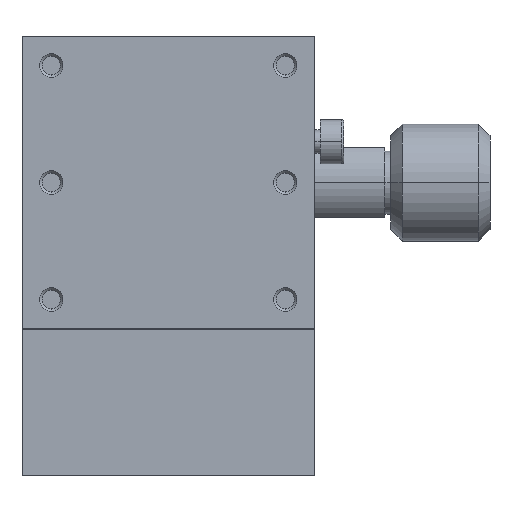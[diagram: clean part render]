
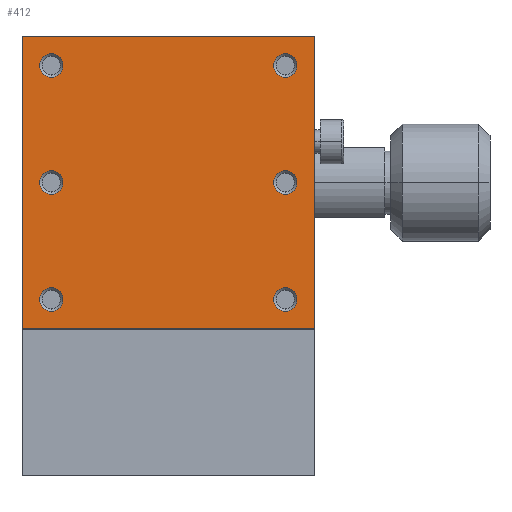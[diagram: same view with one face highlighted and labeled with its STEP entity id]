
A CAD part, top view. The second image highlights one B-rep face of the part: STEP entity #412.
In plain terms, the highlighted planar face has unit normal (0, 0, 1).
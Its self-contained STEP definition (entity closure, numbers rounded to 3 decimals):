
#412 = ADVANCED_FACE( '', ( #844, #845, #846, #847, #848, #849, #850 ), #851, .T. );
#844 = FACE_BOUND( '', #1285, .T. );
#845 = FACE_BOUND( '', #1286, .T. );
#846 = FACE_BOUND( '', #1287, .T. );
#847 = FACE_BOUND( '', #1288, .T. );
#848 = FACE_BOUND( '', #1289, .T. );
#849 = FACE_BOUND( '', #1290, .T. );
#850 = FACE_OUTER_BOUND( '', #1291, .T. );
#851 = PLANE( '', #1292 );
#1285 = EDGE_LOOP( '', ( #2788, #2789 ) );
#1286 = EDGE_LOOP( '', ( #2790, #2791 ) );
#1287 = EDGE_LOOP( '', ( #2792, #2793 ) );
#1288 = EDGE_LOOP( '', ( #2794, #2795 ) );
#1289 = EDGE_LOOP( '', ( #2796, #2797 ) );
#1290 = EDGE_LOOP( '', ( #2798, #2799 ) );
#1291 = EDGE_LOOP( '', ( #2800, #2801, #2802, #2803 ) );
#1292 = AXIS2_PLACEMENT_3D( '', #2804, #2805, #2806 );
#2788 = ORIENTED_EDGE( '', *, *, #3269, .T. );
#2789 = ORIENTED_EDGE( '', *, *, #3261, .T. );
#2790 = ORIENTED_EDGE( '', *, *, #3272, .T. );
#2791 = ORIENTED_EDGE( '', *, *, #3254, .T. );
#2792 = ORIENTED_EDGE( '', *, *, #3275, .T. );
#2793 = ORIENTED_EDGE( '', *, *, #3247, .T. );
#2794 = ORIENTED_EDGE( '', *, *, #3278, .T. );
#2795 = ORIENTED_EDGE( '', *, *, #3240, .T. );
#2796 = ORIENTED_EDGE( '', *, *, #3281, .T. );
#2797 = ORIENTED_EDGE( '', *, *, #3233, .T. );
#2798 = ORIENTED_EDGE( '', *, *, #3284, .T. );
#2799 = ORIENTED_EDGE( '', *, *, #3226, .T. );
#2800 = ORIENTED_EDGE( '', *, *, #3346, .T. );
#2801 = ORIENTED_EDGE( '', *, *, #3347, .F. );
#2802 = ORIENTED_EDGE( '', *, *, #3348, .F. );
#2803 = ORIENTED_EDGE( '', *, *, #3344, .T. );
#2804 = CARTESIAN_POINT( '', ( -12.5, 37.5, 18. ) );
#2805 = DIRECTION( '', ( 0., 0., 1. ) );
#2806 = DIRECTION( '', ( -1., 0., 0. ) );
#3226 = EDGE_CURVE( '', #3952, #3949, #3953, .T. );
#3233 = EDGE_CURVE( '', #3965, #3962, #3966, .T. );
#3240 = EDGE_CURVE( '', #3978, #3975, #3979, .T. );
#3247 = EDGE_CURVE( '', #3991, #3988, #3992, .T. );
#3254 = EDGE_CURVE( '', #4004, #4001, #4005, .T. );
#3261 = EDGE_CURVE( '', #4017, #4014, #4018, .T. );
#3269 = EDGE_CURVE( '', #4014, #4017, #4029, .T. );
#3272 = EDGE_CURVE( '', #4001, #4004, #4032, .T. );
#3275 = EDGE_CURVE( '', #3988, #3991, #4035, .T. );
#3278 = EDGE_CURVE( '', #3975, #3978, #4038, .T. );
#3281 = EDGE_CURVE( '', #3962, #3965, #4041, .T. );
#3284 = EDGE_CURVE( '', #3949, #3952, #4044, .T. );
#3344 = EDGE_CURVE( '', #4145, #4143, #4146, .T. );
#3346 = EDGE_CURVE( '', #4143, #4148, #4149, .T. );
#3347 = EDGE_CURVE( '', #4150, #4148, #4151, .T. );
#3348 = EDGE_CURVE( '', #4145, #4150, #4152, .T. );
#3949 = VERTEX_POINT( '', #4995 );
#3952 = VERTEX_POINT( '', #4999 );
#3953 = CIRCLE( '', #5000, 1. );
#3962 = VERTEX_POINT( '', #5012 );
#3965 = VERTEX_POINT( '', #5016 );
#3966 = CIRCLE( '', #5017, 1. );
#3975 = VERTEX_POINT( '', #5029 );
#3978 = VERTEX_POINT( '', #5033 );
#3979 = CIRCLE( '', #5034, 1. );
#3988 = VERTEX_POINT( '', #5046 );
#3991 = VERTEX_POINT( '', #5050 );
#3992 = CIRCLE( '', #5051, 1. );
#4001 = VERTEX_POINT( '', #5063 );
#4004 = VERTEX_POINT( '', #5067 );
#4005 = CIRCLE( '', #5068, 1. );
#4014 = VERTEX_POINT( '', #5080 );
#4017 = VERTEX_POINT( '', #5084 );
#4018 = CIRCLE( '', #5085, 1. );
#4029 = CIRCLE( '', #5099, 1. );
#4032 = CIRCLE( '', #5102, 1. );
#4035 = CIRCLE( '', #5105, 1. );
#4038 = CIRCLE( '', #5108, 1. );
#4041 = CIRCLE( '', #5111, 1. );
#4044 = CIRCLE( '', #5114, 1. );
#4143 = VERTEX_POINT( '', #5271 );
#4145 = VERTEX_POINT( '', #5274 );
#4146 = LINE( '', #5275, #5276 );
#4148 = VERTEX_POINT( '', #5279 );
#4149 = LINE( '', #5280, #5281 );
#4150 = VERTEX_POINT( '', #5282 );
#4151 = LINE( '', #5283, #5284 );
#4152 = LINE( '', #5285, #5286 );
#4995 = CARTESIAN_POINT( '', ( -10., 16., 18. ) );
#4999 = CARTESIAN_POINT( '', ( -10., 14., 18. ) );
#5000 = AXIS2_PLACEMENT_3D( '', #5891, #5892, #5893 );
#5012 = CARTESIAN_POINT( '', ( 10., 36., 18. ) );
#5016 = CARTESIAN_POINT( '', ( 10., 34., 18. ) );
#5017 = AXIS2_PLACEMENT_3D( '', #5904, #5905, #5906 );
#5029 = CARTESIAN_POINT( '', ( 10., 26., 18. ) );
#5033 = CARTESIAN_POINT( '', ( 10., 24., 18. ) );
#5034 = AXIS2_PLACEMENT_3D( '', #5917, #5918, #5919 );
#5046 = CARTESIAN_POINT( '', ( 10., 16., 18. ) );
#5050 = CARTESIAN_POINT( '', ( 10., 14., 18. ) );
#5051 = AXIS2_PLACEMENT_3D( '', #5930, #5931, #5932 );
#5063 = CARTESIAN_POINT( '', ( -10., 36., 18. ) );
#5067 = CARTESIAN_POINT( '', ( -10., 34., 18. ) );
#5068 = AXIS2_PLACEMENT_3D( '', #5943, #5944, #5945 );
#5080 = CARTESIAN_POINT( '', ( -10., 26., 18. ) );
#5084 = CARTESIAN_POINT( '', ( -10., 24., 18. ) );
#5085 = AXIS2_PLACEMENT_3D( '', #5956, #5957, #5958 );
#5099 = AXIS2_PLACEMENT_3D( '', #5974, #5975, #5976 );
#5102 = AXIS2_PLACEMENT_3D( '', #5983, #5984, #5985 );
#5105 = AXIS2_PLACEMENT_3D( '', #5992, #5993, #5994 );
#5108 = AXIS2_PLACEMENT_3D( '', #6001, #6002, #6003 );
#5111 = AXIS2_PLACEMENT_3D( '', #6010, #6011, #6012 );
#5114 = AXIS2_PLACEMENT_3D( '', #6019, #6020, #6021 );
#5271 = CARTESIAN_POINT( '', ( -12.5, 12.5, 18. ) );
#5274 = CARTESIAN_POINT( '', ( -12.5, 37.5, 18. ) );
#5275 = CARTESIAN_POINT( '', ( -12.5, 37.5, 18. ) );
#5276 = VECTOR( '', #6081, 1. );
#5279 = CARTESIAN_POINT( '', ( 12.5, 12.5, 18. ) );
#5280 = CARTESIAN_POINT( '', ( -12.5, 12.5, 18. ) );
#5281 = VECTOR( '', #6083, 1. );
#5282 = CARTESIAN_POINT( '', ( 12.5, 37.5, 18. ) );
#5283 = CARTESIAN_POINT( '', ( 12.5, 37.5, 18. ) );
#5284 = VECTOR( '', #6084, 1. );
#5285 = CARTESIAN_POINT( '', ( -12.5, 37.5, 18. ) );
#5286 = VECTOR( '', #6085, 1. );
#5891 = CARTESIAN_POINT( '', ( -10., 15., 18. ) );
#5892 = DIRECTION( '', ( 0., 0., -1. ) );
#5893 = DIRECTION( '', ( 0., 1., 0. ) );
#5904 = CARTESIAN_POINT( '', ( 10., 35., 18. ) );
#5905 = DIRECTION( '', ( 0., 0., -1. ) );
#5906 = DIRECTION( '', ( 0., 1., 0. ) );
#5917 = CARTESIAN_POINT( '', ( 10., 25., 18. ) );
#5918 = DIRECTION( '', ( 0., 0., -1. ) );
#5919 = DIRECTION( '', ( 0., 1., 0. ) );
#5930 = CARTESIAN_POINT( '', ( 10., 15., 18. ) );
#5931 = DIRECTION( '', ( 0., 0., -1. ) );
#5932 = DIRECTION( '', ( 0., 1., 0. ) );
#5943 = CARTESIAN_POINT( '', ( -10., 35., 18. ) );
#5944 = DIRECTION( '', ( 0., 0., -1. ) );
#5945 = DIRECTION( '', ( 0., 1., 0. ) );
#5956 = CARTESIAN_POINT( '', ( -10., 25., 18. ) );
#5957 = DIRECTION( '', ( 0., 0., -1. ) );
#5958 = DIRECTION( '', ( 0., 1., 0. ) );
#5974 = CARTESIAN_POINT( '', ( -10., 25., 18. ) );
#5975 = DIRECTION( '', ( 0., 0., -1. ) );
#5976 = DIRECTION( '', ( 0., 1., 0. ) );
#5983 = CARTESIAN_POINT( '', ( -10., 35., 18. ) );
#5984 = DIRECTION( '', ( 0., 0., -1. ) );
#5985 = DIRECTION( '', ( 0., 1., 0. ) );
#5992 = CARTESIAN_POINT( '', ( 10., 15., 18. ) );
#5993 = DIRECTION( '', ( 0., 0., -1. ) );
#5994 = DIRECTION( '', ( 0., 1., 0. ) );
#6001 = CARTESIAN_POINT( '', ( 10., 25., 18. ) );
#6002 = DIRECTION( '', ( 0., 0., -1. ) );
#6003 = DIRECTION( '', ( 0., 1., 0. ) );
#6010 = CARTESIAN_POINT( '', ( 10., 35., 18. ) );
#6011 = DIRECTION( '', ( 0., 0., -1. ) );
#6012 = DIRECTION( '', ( 0., 1., 0. ) );
#6019 = CARTESIAN_POINT( '', ( -10., 15., 18. ) );
#6020 = DIRECTION( '', ( 0., 0., -1. ) );
#6021 = DIRECTION( '', ( 0., 1., 0. ) );
#6081 = DIRECTION( '', ( 0., -1., 0. ) );
#6083 = DIRECTION( '', ( 1., 0., 0. ) );
#6084 = DIRECTION( '', ( 0., -1., 0. ) );
#6085 = DIRECTION( '', ( 1., 0., 0. ) );
